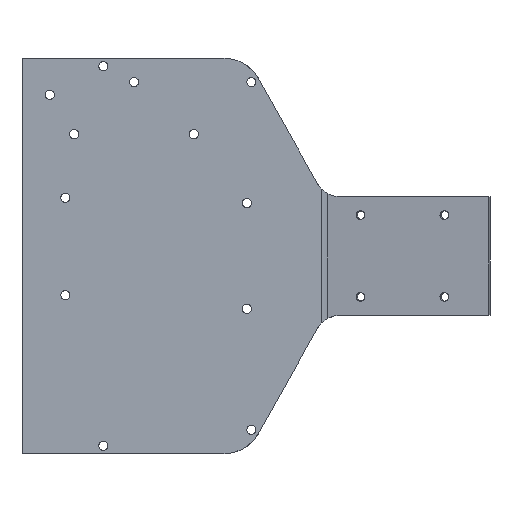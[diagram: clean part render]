
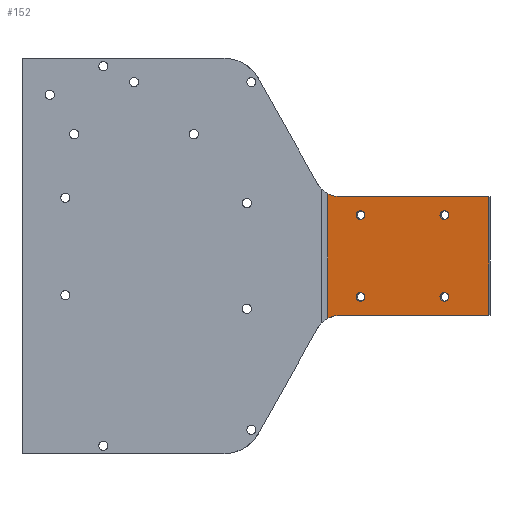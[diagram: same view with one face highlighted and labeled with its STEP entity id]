
A CAD part, top view. The second image highlights one B-rep face of the part: STEP entity #152.
In plain terms, the highlighted planar face has unit normal (-0.112, 0, 0.994).
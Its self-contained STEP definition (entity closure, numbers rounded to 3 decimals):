
#152=ADVANCED_FACE('',(#372,#373,#374,#375,#376),#377,.F.);
#372=FACE_BOUND('',#689,.T.);
#373=FACE_BOUND('',#690,.T.);
#374=FACE_OUTER_BOUND('',#691,.T.);
#375=FACE_BOUND('',#692,.T.);
#376=FACE_BOUND('',#693,.T.);
#377=PLANE('',#694);
#689=EDGE_LOOP('',(#1098,#1099));
#690=EDGE_LOOP('',(#1100,#1101));
#691=EDGE_LOOP('',(#1102,#1103,#1104,#1105,#1106,#1107));
#692=EDGE_LOOP('',(#1108,#1109));
#693=EDGE_LOOP('',(#1110,#1111));
#694=AXIS2_PLACEMENT_3D('',#1112,#1113,#1114);
#1098=ORIENTED_EDGE('',*,*,#1923,.F.);
#1099=ORIENTED_EDGE('',*,*,#1924,.F.);
#1100=ORIENTED_EDGE('',*,*,#1925,.F.);
#1101=ORIENTED_EDGE('',*,*,#1926,.F.);
#1102=ORIENTED_EDGE('',*,*,#1927,.T.);
#1103=ORIENTED_EDGE('',*,*,#1928,.T.);
#1104=ORIENTED_EDGE('',*,*,#1831,.T.);
#1105=ORIENTED_EDGE('',*,*,#1895,.T.);
#1106=ORIENTED_EDGE('',*,*,#1929,.F.);
#1107=ORIENTED_EDGE('',*,*,#1930,.T.);
#1108=ORIENTED_EDGE('',*,*,#1931,.F.);
#1109=ORIENTED_EDGE('',*,*,#1932,.F.);
#1110=ORIENTED_EDGE('',*,*,#1933,.F.);
#1111=ORIENTED_EDGE('',*,*,#1934,.F.);
#1112=CARTESIAN_POINT('',(145.663,-22.5,5.506));
#1113=DIRECTION('',(0.112,0.0,-0.994));
#1114=DIRECTION('',(-0.994,0.0,-0.112));
#1831=EDGE_CURVE('',#2184,#2182,#2185,.F.);
#1895=EDGE_CURVE('',#2182,#2293,#2295,.T.);
#1923=EDGE_CURVE('',#2342,#2343,#2344,.T.);
#1924=EDGE_CURVE('',#2343,#2342,#2345,.T.);
#1925=EDGE_CURVE('',#2346,#2347,#2348,.T.);
#1926=EDGE_CURVE('',#2347,#2346,#2349,.T.);
#1927=EDGE_CURVE('',#2350,#2351,#2352,.T.);
#1928=EDGE_CURVE('',#2351,#2184,#2353,.T.);
#1929=EDGE_CURVE('',#2354,#2293,#2355,.T.);
#1930=EDGE_CURVE('',#2354,#2350,#2356,.T.);
#1931=EDGE_CURVE('',#2357,#2358,#2359,.T.);
#1932=EDGE_CURVE('',#2358,#2357,#2360,.T.);
#1933=EDGE_CURVE('',#2361,#2362,#2363,.T.);
#1934=EDGE_CURVE('',#2362,#2361,#2364,.T.);
#2182=VERTEX_POINT('',#2703);
#2184=VERTEX_POINT('',#2708);
#2185=LINE('',#2709,#2710);
#2293=VERTEX_POINT('',#2840);
#2295=ELLIPSE('',#2843,10.063,10.0);
#2342=VERTEX_POINT('',#2898);
#2343=VERTEX_POINT('',#2899);
#2344=CIRCLE('',#2900,1.65);
#2345=CIRCLE('',#2901,1.65);
#2346=VERTEX_POINT('',#2902);
#2347=VERTEX_POINT('',#2903);
#2348=CIRCLE('',#2904,1.65);
#2349=CIRCLE('',#2905,1.65);
#2350=VERTEX_POINT('',#2906);
#2351=VERTEX_POINT('',#2907);
#2352=LINE('',#2908,#2909);
#2353=ELLIPSE('',#2910,10.063,10.0);
#2354=VERTEX_POINT('',#2911);
#2355=LINE('',#2912,#2913);
#2356=LINE('',#2914,#2915);
#2357=VERTEX_POINT('',#2916);
#2358=VERTEX_POINT('',#2917);
#2359=CIRCLE('',#2918,1.65);
#2360=CIRCLE('',#2919,1.65);
#2361=VERTEX_POINT('',#2920);
#2362=VERTEX_POINT('',#2921);
#2363=CIRCLE('',#2922,1.65);
#2364=CIRCLE('',#2923,1.65);
#2703=CARTESIAN_POINT('',(115.615,-23.693,2.125));
#2708=CARTESIAN_POINT('',(115.615,23.693,2.125));
#2709=CARTESIAN_POINT('',(115.615,-22.5,2.125));
#2710=VECTOR('',#3337,1000.0);
#2840=CARTESIAN_POINT('',(120.352,-22.5,2.658));
#2843=AXIS2_PLACEMENT_3D('',#3448,#3449,#3450);
#2898=CARTESIAN_POINT('',(126.38,-15.5,3.337));
#2899=CARTESIAN_POINT('',(129.659,-15.5,3.706));
#2900=AXIS2_PLACEMENT_3D('',#3498,#3499,#3500);
#2901=AXIS2_PLACEMENT_3D('',#3501,#3502,#3503);
#2902=CARTESIAN_POINT('',(158.179,15.5,6.915));
#2903=CARTESIAN_POINT('',(161.459,15.5,7.284));
#2904=AXIS2_PLACEMENT_3D('',#3504,#3505,#3506);
#2905=AXIS2_PLACEMENT_3D('',#3507,#3508,#3509);
#2906=CARTESIAN_POINT('',(176.712,22.5,9.0));
#2907=CARTESIAN_POINT('',(120.352,22.5,2.658));
#2908=CARTESIAN_POINT('',(145.663,22.5,5.506));
#2909=VECTOR('',#3510,1000.0);
#2910=AXIS2_PLACEMENT_3D('',#3511,#3512,#3513);
#2911=CARTESIAN_POINT('',(176.712,-22.5,9.0));
#2912=CARTESIAN_POINT('',(145.663,-22.5,5.506));
#2913=VECTOR('',#3514,1000.0);
#2914=CARTESIAN_POINT('',(176.712,-22.5,9.0));
#2915=VECTOR('',#3515,1000.0);
#2916=CARTESIAN_POINT('',(158.179,-15.5,6.915));
#2917=CARTESIAN_POINT('',(161.459,-15.5,7.284));
#2918=AXIS2_PLACEMENT_3D('',#3516,#3517,#3518);
#2919=AXIS2_PLACEMENT_3D('',#3519,#3520,#3521);
#2920=CARTESIAN_POINT('',(126.38,15.5,3.337));
#2921=CARTESIAN_POINT('',(129.659,15.5,3.706));
#2922=AXIS2_PLACEMENT_3D('',#3522,#3523,#3524);
#2923=AXIS2_PLACEMENT_3D('',#3525,#3526,#3527);
#3337=DIRECTION('',(0.0,1.0,0.0));
#3448=CARTESIAN_POINT('',(120.352,-32.5,2.658));
#3449=DIRECTION('',(0.112,0.0,-0.994));
#3450=DIRECTION('',(0.994,0.0,0.112));
#3498=CARTESIAN_POINT('',(128.02,-15.5,3.521));
#3499=DIRECTION('',(-0.112,0.0,0.994));
#3500=DIRECTION('',(-0.994,0.0,-0.112));
#3501=CARTESIAN_POINT('',(128.02,-15.5,3.521));
#3502=DIRECTION('',(-0.112,0.0,0.994));
#3503=DIRECTION('',(-0.994,0.0,-0.112));
#3504=CARTESIAN_POINT('',(159.819,15.5,7.099));
#3505=DIRECTION('',(-0.112,0.0,0.994));
#3506=DIRECTION('',(-0.994,0.0,-0.112));
#3507=CARTESIAN_POINT('',(159.819,15.5,7.099));
#3508=DIRECTION('',(-0.112,0.0,0.994));
#3509=DIRECTION('',(-0.994,0.0,-0.112));
#3510=DIRECTION('',(-0.994,0.0,-0.112));
#3511=CARTESIAN_POINT('',(120.352,32.5,2.658));
#3512=DIRECTION('',(0.112,0.0,-0.994));
#3513=DIRECTION('',(0.994,0.0,0.112));
#3514=DIRECTION('',(-0.994,0.0,-0.112));
#3515=DIRECTION('',(0.0,1.0,0.0));
#3516=CARTESIAN_POINT('',(159.819,-15.5,7.099));
#3517=DIRECTION('',(-0.112,0.0,0.994));
#3518=DIRECTION('',(-0.994,0.0,-0.112));
#3519=CARTESIAN_POINT('',(159.819,-15.5,7.099));
#3520=DIRECTION('',(-0.112,0.0,0.994));
#3521=DIRECTION('',(-0.994,0.0,-0.112));
#3522=CARTESIAN_POINT('',(128.02,15.5,3.521));
#3523=DIRECTION('',(-0.112,0.0,0.994));
#3524=DIRECTION('',(-0.994,0.0,-0.112));
#3525=CARTESIAN_POINT('',(128.02,15.5,3.521));
#3526=DIRECTION('',(-0.112,0.0,0.994));
#3527=DIRECTION('',(-0.994,0.0,-0.112));
